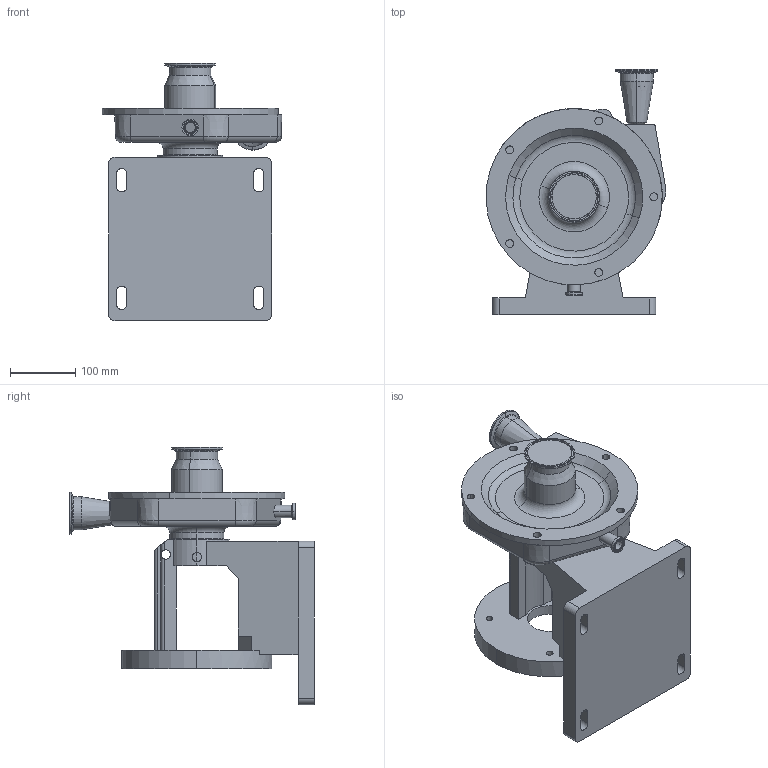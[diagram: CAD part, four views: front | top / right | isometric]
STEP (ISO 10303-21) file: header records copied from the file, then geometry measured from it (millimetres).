
FILE_DESCRIPTION (( 'STEP AP214' ), '1' );
FILE_NAME ('FP 740 180TC VERTICAL 3-4 In STRAIGHT DRAIN.STEP', '2010-02-24T20:33:26', ( ' ' ), ( '' ), 'SwSTEP 2.0', 'SolidWorks 2010', '' );
FILE_SCHEMA (( 'AUTOMOTIVE_DESIGN' ));
Length unit declared in the file: millimetre
Products named in the file (2): FP 740 180TC VERTICAL 3-4 In STRAIGHT DRAIN; FP 740 180TC VERTICAL 3-4 In STRAIGHT DRAIN^1275000109
Assembly tree (1 placements, depth 2):
  FP 740 180TC VERTICAL 3-4 In STRAIGHT DRAIN
    FP 740 180TC VERTICAL 3-4 In STRAIGHT DRAIN^1275000109
Bounding box: 275.45 x 375 x 394 mm (x, y, z)
Volume: 7588205.4 mm3; surface area: 663019.3 mm2
Topology: 1 solids, 2 shells, 272 faces, 689 edges, 430 vertices
Faces by surface type: cylinder 109, plane 82, cone 41, torus 38, bspline 1, sphere 1
Entity records: 8803 total; most frequent: CARTESIAN_POINT 1904, DIRECTION 1556, ORIENTED_EDGE 1378, EDGE_CURVE 689, AXIS2_PLACEMENT_3D 617, VERTEX_POINT 430, CIRCLE 342, VECTOR 322
